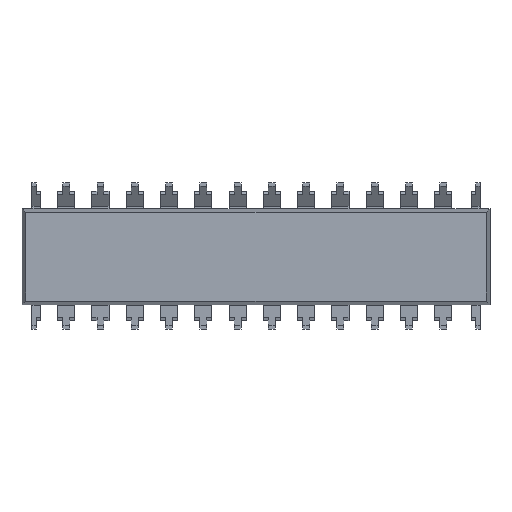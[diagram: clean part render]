
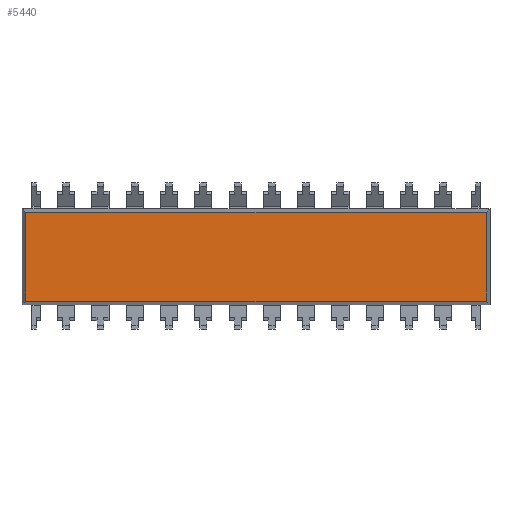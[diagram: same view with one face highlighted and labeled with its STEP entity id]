
A CAD part, front view. The second image highlights one B-rep face of the part: STEP entity #5440.
In plain terms, the highlighted planar face has unit normal (0, -1, 0).
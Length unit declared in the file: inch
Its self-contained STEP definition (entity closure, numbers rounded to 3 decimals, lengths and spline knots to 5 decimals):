
#26 = VECTOR ( 'NONE', #1620, 39.37008 ) ;
#723 = DIRECTION ( 'NONE',  ( 0., 1., 0. ) ) ;
#1111 = ORIENTED_EDGE ( 'NONE', *, *, #3120, .T. ) ;
#1323 = VECTOR ( 'NONE', #8510, 39.37008 ) ;
#1620 = DIRECTION ( 'NONE',  ( 0., 0., -1. ) ) ;
#1986 = VECTOR ( 'NONE', #8660, 39.37008 ) ;
#2121 = VERTEX_POINT ( 'NONE', #7264 ) ;
#2495 = DIRECTION ( 'NONE',  ( 1., 0., 0. ) ) ;
#2558 = CARTESIAN_POINT ( 'NONE',  ( -0.67148, 0., -0.12948 ) ) ;
#2771 = ORIENTED_EDGE ( 'NONE', *, *, #8171, .T. ) ;
#2838 = LINE ( 'NONE', #5344, #1323 ) ;
#3089 = CARTESIAN_POINT ( 'NONE',  ( 0.67148, 0., -0.12948 ) ) ;
#3120 = EDGE_CURVE ( 'NONE', #9121, #2121, #2838, .T. ) ;
#3139 = LINE ( 'NONE', #8546, #1986 ) ;
#3338 = AXIS2_PLACEMENT_3D ( 'NONE', #5483, #723, #8078 ) ;
#3405 = ORIENTED_EDGE ( 'NONE', *, *, #6902, .T. ) ;
#3809 = PLANE ( 'NONE',  #3338 ) ;
#5001 = EDGE_LOOP ( 'NONE', ( #9817, #3405, #2771, #1111 ) ) ;
#5344 = CARTESIAN_POINT ( 'NONE',  ( 0.67148, 0., 0. ) ) ;
#5440 = ADVANCED_FACE ( 'NONE', ( #8916 ), #3809, .F. ) ;
#5483 = CARTESIAN_POINT ( 'NONE',  ( 0., 0., 0. ) ) ;
#6129 = VERTEX_POINT ( 'NONE', #9849 ) ;
#6306 = VECTOR ( 'NONE', #2495, 39.37008 ) ;
#6639 = VERTEX_POINT ( 'NONE', #2558 ) ;
#6902 = EDGE_CURVE ( 'NONE', #6129, #6639, #9230, .T. ) ;
#7264 = CARTESIAN_POINT ( 'NONE',  ( 0.67148, 0., 0.12948 ) ) ;
#8078 = DIRECTION ( 'NONE',  ( 0., 0., 1. ) ) ;
#8171 = EDGE_CURVE ( 'NONE', #6639, #9121, #8448, .T. ) ;
#8448 = LINE ( 'NONE', #9633, #6306 ) ;
#8510 = DIRECTION ( 'NONE',  ( 0., 0., 1. ) ) ;
#8546 = CARTESIAN_POINT ( 'NONE',  ( 0., 0., 0.12948 ) ) ;
#8660 = DIRECTION ( 'NONE',  ( -1., 0., 0. ) ) ;
#8916 = FACE_OUTER_BOUND ( 'NONE', #5001, .T. ) ;
#8986 = EDGE_CURVE ( 'NONE', #2121, #6129, #3139, .T. ) ;
#9121 = VERTEX_POINT ( 'NONE', #3089 ) ;
#9230 = LINE ( 'NONE', #10320, #26 ) ;
#9633 = CARTESIAN_POINT ( 'NONE',  ( 0., 0., -0.12948 ) ) ;
#9817 = ORIENTED_EDGE ( 'NONE', *, *, #8986, .T. ) ;
#9849 = CARTESIAN_POINT ( 'NONE',  ( -0.67148, 0., 0.12948 ) ) ;
#10320 = CARTESIAN_POINT ( 'NONE',  ( -0.67148, 0., 0. ) ) ;
